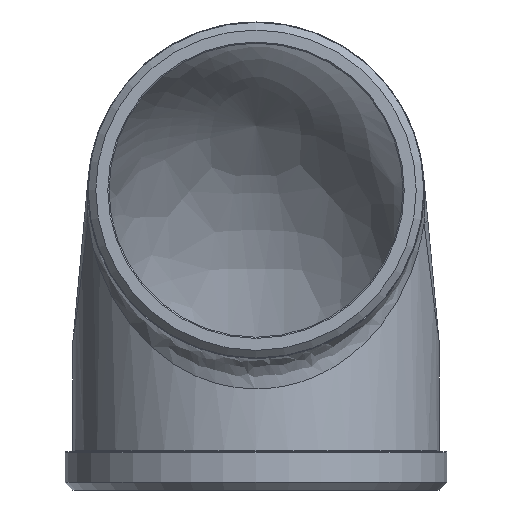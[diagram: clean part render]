
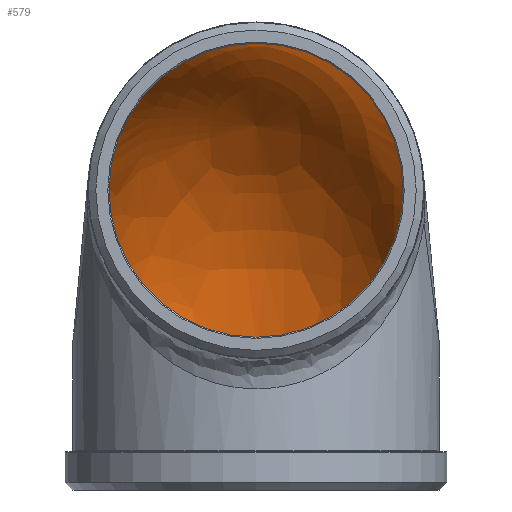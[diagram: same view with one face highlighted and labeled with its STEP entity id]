
A CAD part, left-side view. The second image highlights one B-rep face of the part: STEP entity #579.
In plain terms, the highlighted free-form (B-spline) face has degree [2, 2] with [5, 3] control points.
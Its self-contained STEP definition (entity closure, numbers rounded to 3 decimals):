
#34=(
BOUNDED_SURFACE()
B_SPLINE_SURFACE(2,2,((#2209,#2210,#2211),(#2212,#2213,#2214),(#2215,#2216,
#2217),(#2218,#2219,#2220),(#2221,#2222,#2223)),.UNSPECIFIED.,.F.,.F.,.F.)
B_SPLINE_SURFACE_WITH_KNOTS((3,2,3),(3,3),(-1.517,0.,
1.517),(1.571,3.142),.UNSPECIFIED.)
GEOMETRIC_REPRESENTATION_ITEM()
RATIONAL_B_SPLINE_SURFACE(((1.,0.707,1.),(0.726,
0.513,0.726),(1.,0.707,1.),(0.726,
0.513,0.726),(1.,0.707,1.)))
REPRESENTATION_ITEM('')
SURFACE()
);
#65=B_SPLINE_CURVE_WITH_KNOTS('',3,(#1691,#1692,#1693,#1694,#1695,#1696,
#1697,#1698,#1699),.UNSPECIFIED.,.F.,.F.,(4,1,1,1,1,1,4),(-4.884,
-3.489,-2.093,-1.396,-0.698,
-0.349,0.),.UNSPECIFIED.);
#67=B_SPLINE_CURVE_WITH_KNOTS('',3,(#1784,#1785,#1786,#1787,#1788,#1789,
#1790,#1791,#1792,#1793,#1794,#1795,#1796,#1797,#1798,#1799),
 .UNSPECIFIED.,.F.,.F.,(4,1,1,1,1,1,1,1,1,1,1,2,4),(-5.642,-5.078,
-4.514,-3.95,-3.385,-2.821,
-2.257,-1.975,-1.693,-1.128,
-0.564,0.,0.008),.UNSPECIFIED.);
#69=B_SPLINE_CURVE_WITH_KNOTS('',3,(#1843,#1844,#1845,#1846,#1847,#1848,
#1849,#1850),.UNSPECIFIED.,.F.,.F.,(4,1,1,1,1,4),(-4.884,-4.535,
-4.187,-3.489,-2.093,0.),
 .UNSPECIFIED.);
#73=B_SPLINE_CURVE_WITH_KNOTS('',3,(#1998,#1999,#2000,#2001,#2002,#2003,
#2004,#2005,#2006,#2007,#2008,#2009),.UNSPECIFIED.,.F.,.F.,(4,2,1,1,1,1,
1,1,4),(-5.651,-5.642,-5.078,-4.514,
-3.95,-3.385,-2.257,-1.128,
0.),.UNSPECIFIED.);
#169=FACE_OUTER_BOUND('',#234,.T.);
#234=EDGE_LOOP('',(#520,#521,#522,#523,#524));
#266=CIRCLE('',#647,44.4);
#305=VERTEX_POINT('',#1639);
#307=VERTEX_POINT('',#1680);
#309=VERTEX_POINT('',#1765);
#310=VERTEX_POINT('',#1767);
#312=VERTEX_POINT('',#1833);
#370=EDGE_CURVE('',#307,#305,#65,.T.);
#373=EDGE_CURVE('',#309,#310,#67,.T.);
#376=EDGE_CURVE('',#312,#309,#69,.T.);
#383=EDGE_CURVE('',#310,#307,#73,.T.);
#387=EDGE_CURVE('',#312,#305,#266,.T.);
#520=ORIENTED_EDGE('',*,*,#370,.T.);
#521=ORIENTED_EDGE('',*,*,#387,.F.);
#522=ORIENTED_EDGE('',*,*,#376,.T.);
#523=ORIENTED_EDGE('',*,*,#373,.T.);
#524=ORIENTED_EDGE('',*,*,#383,.T.);
#579=ADVANCED_FACE('',(#169),#34,.T.);
#647=AXIS2_PLACEMENT_3D('',#2208,#781,#782);
#781=DIRECTION('center_axis',(0.,0.,1.));
#782=DIRECTION('ref_axis',(1.,0.,0.));
#1639=CARTESIAN_POINT('',(2.4,44.335,-40.158));
#1680=CARTESIAN_POINT('',(-3.379,39.346,6.167));
#1691=CARTESIAN_POINT('Ctrl Pts',(-3.379,39.346,6.167));
#1692=CARTESIAN_POINT('Ctrl Pts',(0.259,39.707,2.743));
#1693=CARTESIAN_POINT('Ctrl Pts',(6.392,40.556,-5.296));
#1694=CARTESIAN_POINT('Ctrl Pts',(10.095,41.844,-17.383));
#1695=CARTESIAN_POINT('Ctrl Pts',(9.923,42.921,-27.362));
#1696=CARTESIAN_POINT('Ctrl Pts',(8.254,43.583,-33.425));
#1697=CARTESIAN_POINT('Ctrl Pts',(5.611,44.065,-37.769));
#1698=CARTESIAN_POINT('Ctrl Pts',(3.641,44.268,-39.57));
#1699=CARTESIAN_POINT('Ctrl Pts',(2.4,44.335,-40.158));
#1765=CARTESIAN_POINT('',(-3.379,-39.346,6.167));
#1767=CARTESIAN_POINT('',(-36.2,0.,40.442));
#1784=CARTESIAN_POINT('Ctrl Pts',(-3.379,-39.346,6.167));
#1785=CARTESIAN_POINT('Ctrl Pts',(-4.85,-39.2,7.551));
#1786=CARTESIAN_POINT('Ctrl Pts',(-7.699,-38.715,10.435));
#1787=CARTESIAN_POINT('Ctrl Pts',(-11.635,-37.29,15.084));
#1788=CARTESIAN_POINT('Ctrl Pts',(-15.249,-35.058,19.914));
#1789=CARTESIAN_POINT('Ctrl Pts',(-18.577,-31.994,24.658));
#1790=CARTESIAN_POINT('Ctrl Pts',(-21.743,-28.066,29.141));
#1791=CARTESIAN_POINT('Ctrl Pts',(-24.25,-24.185,32.403));
#1792=CARTESIAN_POINT('Ctrl Pts',(-26.198,-20.797,34.648));
#1793=CARTESIAN_POINT('Ctrl Pts',(-28.134,-17.202,36.651));
#1794=CARTESIAN_POINT('Ctrl Pts',(-30.515,-12.416,38.633));
#1795=CARTESIAN_POINT('Ctrl Pts',(-33.341,-6.345,40.1));
#1796=CARTESIAN_POINT('Ctrl Pts',(-35.223,-2.168,40.437));
#1797=CARTESIAN_POINT('Ctrl Pts',(-36.172,-0.062,
40.442));
#1798=CARTESIAN_POINT('Ctrl Pts',(-36.186,-0.031,
40.442));
#1799=CARTESIAN_POINT('Ctrl Pts',(-36.2,0.,40.442));
#1833=CARTESIAN_POINT('',(2.4,-44.335,-40.158));
#1843=CARTESIAN_POINT('Ctrl Pts',(2.4,-44.335,-40.158));
#1844=CARTESIAN_POINT('Ctrl Pts',(3.641,-44.268,-39.57));
#1845=CARTESIAN_POINT('Ctrl Pts',(5.611,-44.065,-37.768));
#1846=CARTESIAN_POINT('Ctrl Pts',(8.258,-43.583,-33.428));
#1847=CARTESIAN_POINT('Ctrl Pts',(10.575,-42.655,-24.925));
#1848=CARTESIAN_POINT('Ctrl Pts',(9.031,-41.032,-9.804));
#1849=CARTESIAN_POINT('Ctrl Pts',(2.078,-39.887,1.032));
#1850=CARTESIAN_POINT('Ctrl Pts',(-3.379,-39.346,6.167));
#1998=CARTESIAN_POINT('Ctrl Pts',(-36.2,0.,40.442));
#1999=CARTESIAN_POINT('Ctrl Pts',(-36.186,0.031,40.442));
#2000=CARTESIAN_POINT('Ctrl Pts',(-36.172,0.062,
40.442));
#2001=CARTESIAN_POINT('Ctrl Pts',(-35.223,2.169,40.437));
#2002=CARTESIAN_POINT('Ctrl Pts',(-33.339,6.348,40.098));
#2003=CARTESIAN_POINT('Ctrl Pts',(-30.518,12.412,38.637));
#2004=CARTESIAN_POINT('Ctrl Pts',(-27.653,18.166,36.247));
#2005=CARTESIAN_POINT('Ctrl Pts',(-23.783,25.163,31.999));
#2006=CARTESIAN_POINT('Ctrl Pts',(-18.674,32.421,24.824));
#2007=CARTESIAN_POINT('Ctrl Pts',(-11.812,37.695,14.986));
#2008=CARTESIAN_POINT('Ctrl Pts',(-6.321,39.054,8.935));
#2009=CARTESIAN_POINT('Ctrl Pts',(-3.379,39.346,6.167));
#2208=CARTESIAN_POINT('Origin',(0.,0.,-40.158));
#2209=CARTESIAN_POINT('Ctrl Pts',(2.4,44.335,-40.158));
#2210=CARTESIAN_POINT('Ctrl Pts',(2.4,44.335,-1.558));
#2211=CARTESIAN_POINT('Ctrl Pts',(-36.2,44.335,-1.558));
#2212=CARTESIAN_POINT('Ctrl Pts',(44.4,42.062,-40.158));
#2213=CARTESIAN_POINT('Ctrl Pts',(44.4,42.062,40.442));
#2214=CARTESIAN_POINT('Ctrl Pts',(-36.2,42.062,40.442));
#2215=CARTESIAN_POINT('Ctrl Pts',(44.4,0.,
-40.158));
#2216=CARTESIAN_POINT('Ctrl Pts',(44.4,0.,
40.442));
#2217=CARTESIAN_POINT('Ctrl Pts',(-36.2,0.,
40.442));
#2218=CARTESIAN_POINT('Ctrl Pts',(44.4,-42.062,-40.158));
#2219=CARTESIAN_POINT('Ctrl Pts',(44.4,-42.062,40.442));
#2220=CARTESIAN_POINT('Ctrl Pts',(-36.2,-42.062,40.442));
#2221=CARTESIAN_POINT('Ctrl Pts',(2.4,-44.335,-40.158));
#2222=CARTESIAN_POINT('Ctrl Pts',(2.4,-44.335,-1.558));
#2223=CARTESIAN_POINT('Ctrl Pts',(-36.2,-44.335,-1.558));
